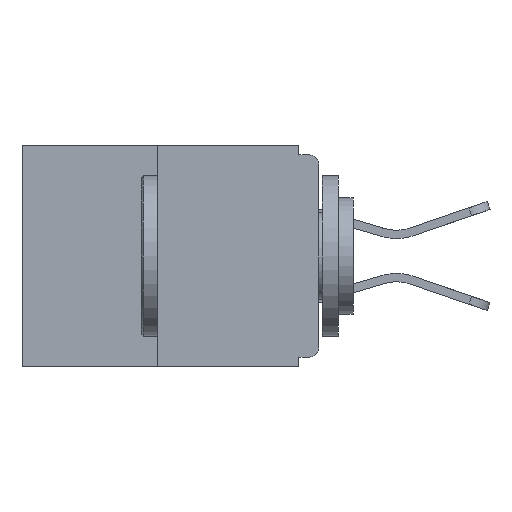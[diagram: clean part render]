
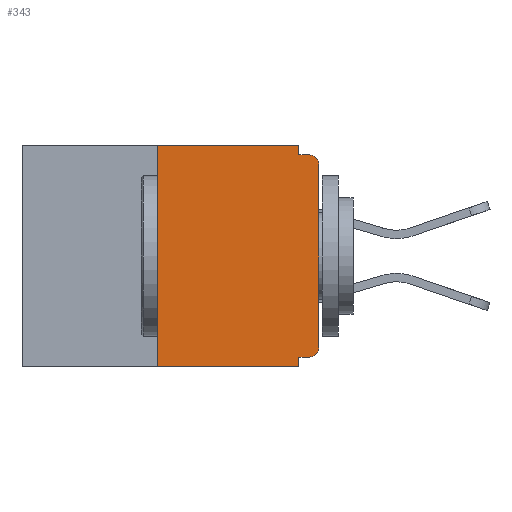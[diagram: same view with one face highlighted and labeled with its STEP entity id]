
A CAD part, left-side view. The second image highlights one B-rep face of the part: STEP entity #343.
In plain terms, the highlighted planar face has unit normal (-1, 0, 0).
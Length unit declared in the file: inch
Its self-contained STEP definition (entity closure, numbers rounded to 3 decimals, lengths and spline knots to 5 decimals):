
#228 = CARTESIAN_POINT ( 'NONE',  ( 0., 0.015, -0.03 ) ) ;
#342 = VECTOR ( 'NONE', #5686, 39.37008 ) ;
#343 = ADVANCED_FACE ( 'NONE', ( #1532 ), #884, .F. ) ;
#461 = CARTESIAN_POINT ( 'NONE',  ( 0., 0., -0.03 ) ) ;
#665 = DIRECTION ( 'NONE',  ( 0., 0., 1. ) ) ;
#736 = VERTEX_POINT ( 'NONE', #8463 ) ;
#780 = ORIENTED_EDGE ( 'NONE', *, *, #1936, .T. ) ;
#884 = PLANE ( 'NONE',  #9120 ) ;
#935 = EDGE_CURVE ( 'NONE', #6340, #7610, #11406, .T. ) ;
#960 = ORIENTED_EDGE ( 'NONE', *, *, #3635, .F. ) ;
#978 = ORIENTED_EDGE ( 'NONE', *, *, #7724, .F. ) ;
#1174 = EDGE_CURVE ( 'NONE', #10938, #10575, #5467, .T. ) ;
#1298 = ORIENTED_EDGE ( 'NONE', *, *, #3018, .T. ) ;
#1532 = FACE_OUTER_BOUND ( 'NONE', #9941, .T. ) ;
#1789 = DIRECTION ( 'NONE',  ( 0., 0., 1. ) ) ;
#1936 = EDGE_CURVE ( 'NONE', #2857, #9946, #5746, .T. ) ;
#1997 = CARTESIAN_POINT ( 'NONE',  ( 0., 0.031, -0.343 ) ) ;
#2445 = DIRECTION ( 'NONE',  ( 0., -1., 0. ) ) ;
#2743 = ORIENTED_EDGE ( 'NONE', *, *, #7056, .F. ) ;
#2755 = CARTESIAN_POINT ( 'NONE',  ( 0., 0.25, 0. ) ) ;
#2857 = VERTEX_POINT ( 'NONE', #12197 ) ;
#3016 = CARTESIAN_POINT ( 'NONE',  ( 0., 0.015, -0.328 ) ) ;
#3018 = EDGE_CURVE ( 'NONE', #7832, #7610, #3456, .T. ) ;
#3160 = AXIS2_PLACEMENT_3D ( 'NONE', #228, #7946, #11886 ) ;
#3456 = CIRCLE ( 'NONE', #3160, 0.015 ) ;
#3461 = ORIENTED_EDGE ( 'NONE', *, *, #1174, .T. ) ;
#3635 = EDGE_CURVE ( 'NONE', #2857, #10197, #3774, .T. ) ;
#3774 = LINE ( 'NONE', #8567, #8330 ) ;
#3992 = CARTESIAN_POINT ( 'NONE',  ( 0., 0.46, 0. ) ) ;
#4146 = DIRECTION ( 'NONE',  ( 0., -1., 0. ) ) ;
#4187 = ORIENTED_EDGE ( 'NONE', *, *, #4912, .F. ) ;
#4240 = VECTOR ( 'NONE', #4146, 39.37008 ) ;
#4530 = VECTOR ( 'NONE', #11436, 39.37008 ) ;
#4576 = CARTESIAN_POINT ( 'NONE',  ( 0., 0., 0. ) ) ;
#4685 = AXIS2_PLACEMENT_3D ( 'NONE', #4689, #5709, #11438 ) ;
#4689 = CARTESIAN_POINT ( 'NONE',  ( 0., 0.015, -0.313 ) ) ;
#4833 = LINE ( 'NONE', #4576, #6778 ) ;
#4838 = DIRECTION ( 'NONE',  ( 0., 1., 0. ) ) ;
#4908 = LINE ( 'NONE', #6064, #6274 ) ;
#4912 = EDGE_CURVE ( 'NONE', #11133, #9946, #9367, .T. ) ;
#5094 = ORIENTED_EDGE ( 'NONE', *, *, #11641, .F. ) ;
#5344 = ORIENTED_EDGE ( 'NONE', *, *, #9514, .T. ) ;
#5467 = CIRCLE ( 'NONE', #4685, 0.015 ) ;
#5686 = DIRECTION ( 'NONE',  ( 0., 0., -1. ) ) ;
#5709 = DIRECTION ( 'NONE',  ( -1., 0., 0. ) ) ;
#5746 = LINE ( 'NONE', #5752, #4530 ) ;
#5752 = CARTESIAN_POINT ( 'NONE',  ( 0., 0.46, -0.343 ) ) ;
#5900 = CARTESIAN_POINT ( 'NONE',  ( 0., 0., -0.313 ) ) ;
#6064 = CARTESIAN_POINT ( 'NONE',  ( 0., 0.031, 0. ) ) ;
#6274 = VECTOR ( 'NONE', #11799, 39.37008 ) ;
#6319 = CARTESIAN_POINT ( 'NONE',  ( 0., 0., -0.015 ) ) ;
#6340 = VERTEX_POINT ( 'NONE', #8496 ) ;
#6576 = CARTESIAN_POINT ( 'NONE',  ( 0., 0.46, 0. ) ) ;
#6670 = VECTOR ( 'NONE', #2445, 39.37008 ) ;
#6778 = VECTOR ( 'NONE', #665, 39.37008 ) ;
#7056 = EDGE_CURVE ( 'NONE', #10938, #11133, #7907, .T. ) ;
#7610 = VERTEX_POINT ( 'NONE', #8333 ) ;
#7724 = EDGE_CURVE ( 'NONE', #10197, #736, #9726, .T. ) ;
#7832 = VERTEX_POINT ( 'NONE', #461 ) ;
#7907 = LINE ( 'NONE', #10641, #12154 ) ;
#7946 = DIRECTION ( 'NONE',  ( -1., 0., 0. ) ) ;
#8330 = VECTOR ( 'NONE', #1789, 39.37008 ) ;
#8333 = CARTESIAN_POINT ( 'NONE',  ( 0., 0.015, -0.015 ) ) ;
#8463 = CARTESIAN_POINT ( 'NONE',  ( 0., 0.031, 0. ) ) ;
#8496 = CARTESIAN_POINT ( 'NONE',  ( 0., 0.031, -0.015 ) ) ;
#8567 = CARTESIAN_POINT ( 'NONE',  ( 0., 0.25, 0. ) ) ;
#9120 = AXIS2_PLACEMENT_3D ( 'NONE', #6576, #10506, #11471 ) ;
#9261 = CARTESIAN_POINT ( 'NONE',  ( 0., 0.031, -0.343 ) ) ;
#9367 = LINE ( 'NONE', #1997, #342 ) ;
#9514 = EDGE_CURVE ( 'NONE', #10575, #7832, #4833, .T. ) ;
#9726 = LINE ( 'NONE', #3992, #4240 ) ;
#9941 = EDGE_LOOP ( 'NONE', ( #978, #960, #780, #4187, #2743, #3461, #5344, #1298, #12366, #5094 ) ) ;
#9946 = VERTEX_POINT ( 'NONE', #9261 ) ;
#10197 = VERTEX_POINT ( 'NONE', #2755 ) ;
#10506 = DIRECTION ( 'NONE',  ( 1., 0., 0. ) ) ;
#10575 = VERTEX_POINT ( 'NONE', #5900 ) ;
#10641 = CARTESIAN_POINT ( 'NONE',  ( 0., 0., -0.328 ) ) ;
#10938 = VERTEX_POINT ( 'NONE', #3016 ) ;
#11133 = VERTEX_POINT ( 'NONE', #11185 ) ;
#11185 = CARTESIAN_POINT ( 'NONE',  ( 0., 0.031, -0.328 ) ) ;
#11406 = LINE ( 'NONE', #6319, #6670 ) ;
#11436 = DIRECTION ( 'NONE',  ( 0., -1., 0. ) ) ;
#11438 = DIRECTION ( 'NONE',  ( 0., 0., -1. ) ) ;
#11471 = DIRECTION ( 'NONE',  ( 0., 0., -1. ) ) ;
#11641 = EDGE_CURVE ( 'NONE', #736, #6340, #4908, .T. ) ;
#11799 = DIRECTION ( 'NONE',  ( 0., 0., -1. ) ) ;
#11886 = DIRECTION ( 'NONE',  ( 0., 0., -1. ) ) ;
#12154 = VECTOR ( 'NONE', #4838, 39.37008 ) ;
#12197 = CARTESIAN_POINT ( 'NONE',  ( 0., 0.25, -0.343 ) ) ;
#12366 = ORIENTED_EDGE ( 'NONE', *, *, #935, .F. ) ;
